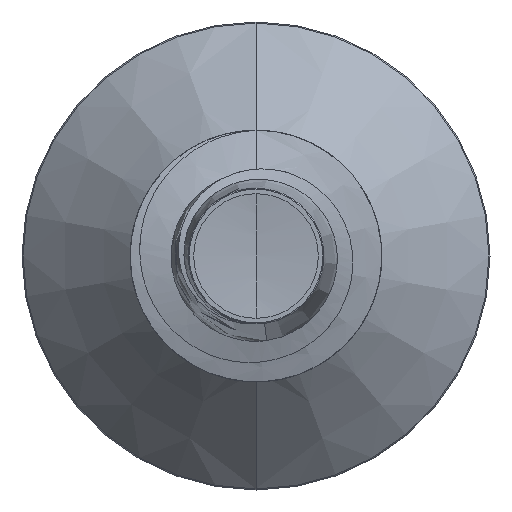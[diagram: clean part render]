
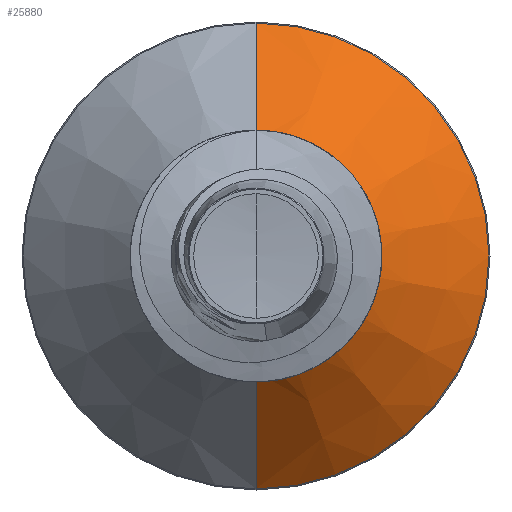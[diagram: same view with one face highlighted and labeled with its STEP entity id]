
A CAD part, front view. The second image highlights one B-rep face of the part: STEP entity #25880.
In plain terms, the highlighted conical face has half-angle 45 degrees and reference radius 2.301 mm.
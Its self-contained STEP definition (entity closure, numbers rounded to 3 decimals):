
#340 = VERTEX_POINT ( 'NONE', #26678 ) ;
#2104 = DIRECTION ( 'NONE',  ( 0., 1., 0. ) ) ;
#3465 = ORIENTED_EDGE ( 'NONE', *, *, #10111, .T. ) ;
#5376 = VERTEX_POINT ( 'NONE', #11391 ) ;
#6208 = CIRCLE ( 'NONE', #20904, 4.628 ) ;
#7036 = VERTEX_POINT ( 'NONE', #19470 ) ;
#7492 = DIRECTION ( 'NONE',  ( 0., 0., 1. ) ) ;
#7538 = DIRECTION ( 'NONE',  ( 0., 1., 0. ) ) ;
#7625 = CARTESIAN_POINT ( 'NONE',  ( 0., 21.901, 0. ) ) ;
#8187 = CARTESIAN_POINT ( 'NONE',  ( 0., 24.228, 0. ) ) ;
#8189 = VECTOR ( 'NONE', #16068, 1000. ) ;
#9114 = VECTOR ( 'NONE', #9481, 1000. ) ;
#9258 = CARTESIAN_POINT ( 'NONE',  ( 0., 21.901, -2.301 ) ) ;
#9294 = LINE ( 'NONE', #9258, #9114 ) ;
#9481 = DIRECTION ( 'NONE',  ( 0., 0.707, -0.707 ) ) ;
#9741 = ORIENTED_EDGE ( 'NONE', *, *, #27290, .F. ) ;
#10111 = EDGE_CURVE ( 'NONE', #7036, #5376, #9294, .T. ) ;
#10165 = FACE_OUTER_BOUND ( 'NONE', #25980, .T. ) ;
#10432 = ORIENTED_EDGE ( 'NONE', *, *, #20768, .T. ) ;
#10614 = CIRCLE ( 'NONE', #20444, 2.301 ) ;
#10802 = DIRECTION ( 'NONE',  ( 0., 0., 1. ) ) ;
#11209 = ORIENTED_EDGE ( 'NONE', *, *, #17436, .F. ) ;
#11391 = CARTESIAN_POINT ( 'NONE',  ( 0., 24.228, -4.628 ) ) ;
#15911 = CARTESIAN_POINT ( 'NONE',  ( 0., 21.901, 2.301 ) ) ;
#16068 = DIRECTION ( 'NONE',  ( 0., 0.707, 0.707 ) ) ;
#17436 = EDGE_CURVE ( 'NONE', #340, #27345, #19979, .T. ) ;
#19420 = AXIS2_PLACEMENT_3D ( 'NONE', #25724, #2104, #22855 ) ;
#19470 = CARTESIAN_POINT ( 'NONE',  ( 0., 21.901, -2.301 ) ) ;
#19979 = LINE ( 'NONE', #15911, #8189 ) ;
#20444 = AXIS2_PLACEMENT_3D ( 'NONE', #7625, #7538, #7492 ) ;
#20768 = EDGE_CURVE ( 'NONE', #340, #7036, #10614, .T. ) ;
#20904 = AXIS2_PLACEMENT_3D ( 'NONE', #8187, #22717, #10802 ) ;
#22717 = DIRECTION ( 'NONE',  ( 0., 1., 0. ) ) ;
#22855 = DIRECTION ( 'NONE',  ( 0., 0., 1. ) ) ;
#24320 = CONICAL_SURFACE ( 'NONE', #19420, 2.301, 0.785 ) ;
#25724 = CARTESIAN_POINT ( 'NONE',  ( 0., 21.901, 0. ) ) ;
#25880 = ADVANCED_FACE ( 'NONE', ( #10165 ), #24320, .T. ) ;
#25980 = EDGE_LOOP ( 'NONE', ( #10432, #3465, #9741, #11209 ) ) ;
#26678 = CARTESIAN_POINT ( 'NONE',  ( 0., 21.901, 2.301 ) ) ;
#26882 = CARTESIAN_POINT ( 'NONE',  ( 0., 24.228, 4.628 ) ) ;
#27290 = EDGE_CURVE ( 'NONE', #27345, #5376, #6208, .T. ) ;
#27345 = VERTEX_POINT ( 'NONE', #26882 ) ;
